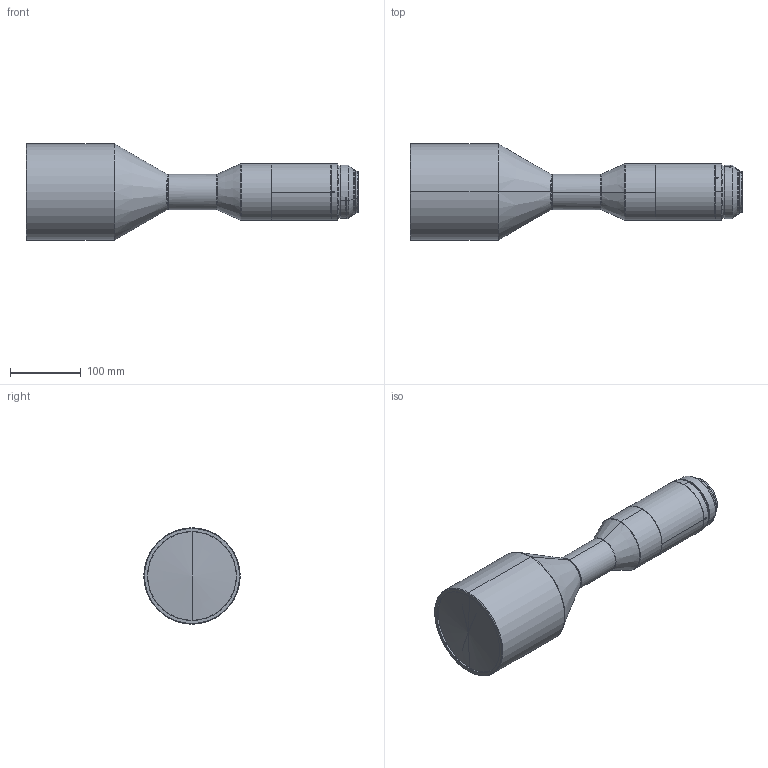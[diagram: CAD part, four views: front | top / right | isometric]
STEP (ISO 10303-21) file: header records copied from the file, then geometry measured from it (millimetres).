
FILE_DESCRIPTION (( 'STEP AP203' ), '1' );
FILE_NAME ('DTCA35F-82-M58-AL.STEP', '2018-12-18T07:19:32', ( 'DELL' ), ( '' ), 'SwSTEP 2.0', 'SolidWorks 2017', '' );
FILE_SCHEMA (( 'CONFIG_CONTROL_DESIGN' ));
Length unit declared in the file: millimetre
Products named in the file (1): DTCA35F-82-M58-AL
Bounding box: 468.38 x 136 x 136 mm (x, y, z)
Volume: 3383549.4 mm3; surface area: 157923.5 mm2
Topology: 1 solids, 1 shells, 100 faces, 232 edges, 140 vertices
Faces by surface type: cone 42, cylinder 33, plane 17, bspline 8
Entity records: 3292 total; most frequent: CARTESIAN_POINT 975, DIRECTION 491, ORIENTED_EDGE 456, EDGE_CURVE 228, AXIS2_PLACEMENT_3D 202, VERTEX_POINT 140, EDGE_LOOP 110, CIRCLE 109
